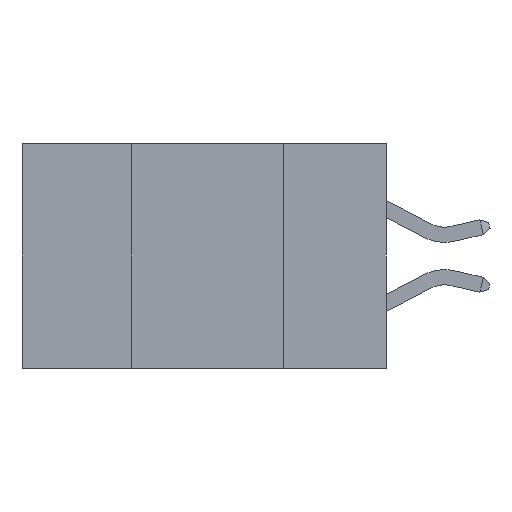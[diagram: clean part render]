
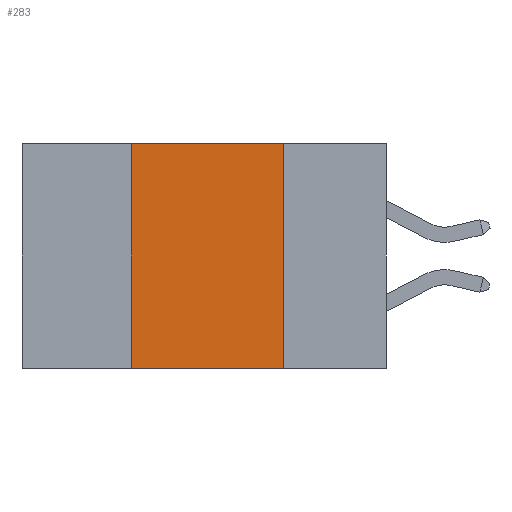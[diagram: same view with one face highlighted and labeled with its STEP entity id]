
A CAD part, left-side view. The second image highlights one B-rep face of the part: STEP entity #283.
In plain terms, the highlighted planar face has unit normal (-1, 0, 0).
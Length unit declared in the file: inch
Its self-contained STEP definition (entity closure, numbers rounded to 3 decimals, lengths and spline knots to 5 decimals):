
#99 = EDGE_LOOP ( 'NONE', ( #5564, #9799, #9486, #6176 ) ) ;
#283 = ADVANCED_FACE ( 'NONE', ( #4066 ), #9524, .F. ) ;
#395 = VERTEX_POINT ( 'NONE', #463 ) ;
#463 = CARTESIAN_POINT ( 'NONE',  ( 0., 0.42, -0.37 ) ) ;
#1027 = DIRECTION ( 'NONE',  ( 0., -1., 0. ) ) ;
#1385 = DIRECTION ( 'NONE',  ( 0., 0., 1. ) ) ;
#2525 = DIRECTION ( 'NONE',  ( 1., 0., 0. ) ) ;
#3759 = CARTESIAN_POINT ( 'NONE',  ( 0., 0.17, 0. ) ) ;
#3977 = CARTESIAN_POINT ( 'NONE',  ( 0., 0.6, 0. ) ) ;
#4066 = FACE_OUTER_BOUND ( 'NONE', #99, .T. ) ;
#4160 = LINE ( 'NONE', #11165, #14643 ) ;
#4844 = VECTOR ( 'NONE', #1027, 39.37008 ) ;
#5564 = ORIENTED_EDGE ( 'NONE', *, *, #5742, .F. ) ;
#5652 = AXIS2_PLACEMENT_3D ( 'NONE', #3977, #2525, #13805 ) ;
#5742 = EDGE_CURVE ( 'NONE', #6411, #9417, #4160, .T. ) ;
#6176 = ORIENTED_EDGE ( 'NONE', *, *, #14075, .T. ) ;
#6411 = VERTEX_POINT ( 'NONE', #3759 ) ;
#6539 = LINE ( 'NONE', #12131, #4844 ) ;
#7780 = VECTOR ( 'NONE', #1385, 39.37008 ) ;
#8545 = LINE ( 'NONE', #15153, #7780 ) ;
#9036 = EDGE_CURVE ( 'NONE', #9580, #6411, #12687, .T. ) ;
#9153 = VECTOR ( 'NONE', #11226, 39.37008 ) ;
#9417 = VERTEX_POINT ( 'NONE', #15149 ) ;
#9486 = ORIENTED_EDGE ( 'NONE', *, *, #10829, .F. ) ;
#9524 = PLANE ( 'NONE',  #5652 ) ;
#9580 = VERTEX_POINT ( 'NONE', #16742 ) ;
#9799 = ORIENTED_EDGE ( 'NONE', *, *, #9036, .F. ) ;
#10054 = DIRECTION ( 'NONE',  ( 0., 0., -1. ) ) ;
#10829 = EDGE_CURVE ( 'NONE', #395, #9580, #8545, .T. ) ;
#11165 = CARTESIAN_POINT ( 'NONE',  ( 0., 0.17, -0.37 ) ) ;
#11226 = DIRECTION ( 'NONE',  ( 0., -1., 0. ) ) ;
#12131 = CARTESIAN_POINT ( 'NONE',  ( 0., 0.6, -0.37 ) ) ;
#12687 = LINE ( 'NONE', #13969, #9153 ) ;
#13805 = DIRECTION ( 'NONE',  ( 0., 0., -1. ) ) ;
#13969 = CARTESIAN_POINT ( 'NONE',  ( 0., 0.6, 0. ) ) ;
#14075 = EDGE_CURVE ( 'NONE', #395, #9417, #6539, .T. ) ;
#14643 = VECTOR ( 'NONE', #10054, 39.37008 ) ;
#15149 = CARTESIAN_POINT ( 'NONE',  ( 0., 0.17, -0.37 ) ) ;
#15153 = CARTESIAN_POINT ( 'NONE',  ( 0., 0.42, -0.37 ) ) ;
#16742 = CARTESIAN_POINT ( 'NONE',  ( 0., 0.42, 0. ) ) ;
